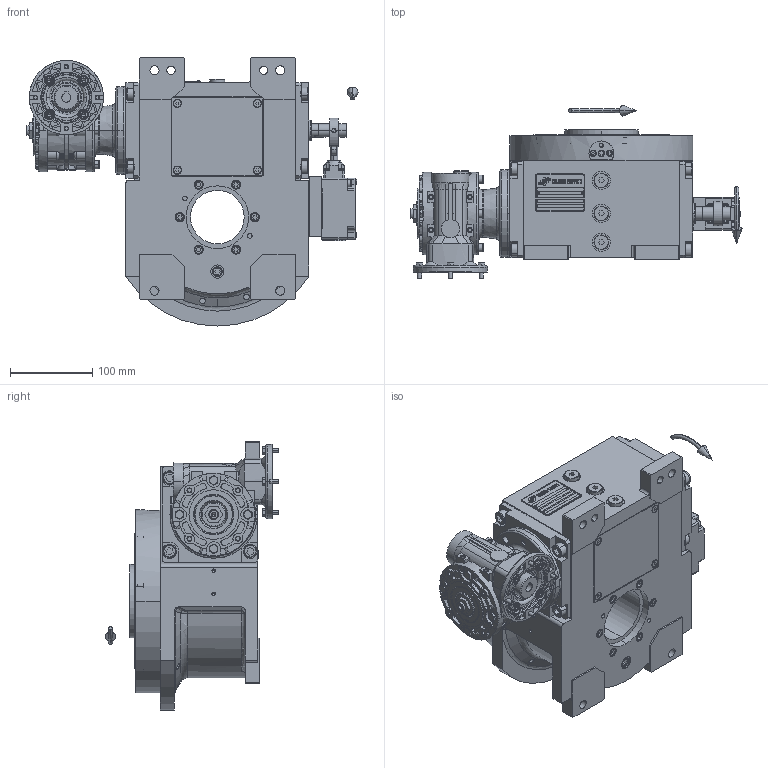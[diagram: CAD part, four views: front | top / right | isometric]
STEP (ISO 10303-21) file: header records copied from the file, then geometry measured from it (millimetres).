
FILE_DESCRIPTION (( 'STEP AP203' ), '1' );
FILE_NAME ('PC5200475.step', '2024-07-08T06:25:27', ( '' ), ( '' ), 'SwSTEP 2.0', 'SolidWorks 2020', '' );
FILE_SCHEMA (( 'CONFIG_CONTROL_DESIGN' ));
Length unit declared in the file: millimetre
Products named in the file (90): freccia_angolare_albero; cfn2000_01_103; AS_cfn2400_01_001; CFN2010_02_002.stp; cfn2155_01_056; cfn2000_01_124; CFN2010_01_012.stp; rig06_071_08_m_n_02_asm.stp; rig06_016; cfn2276_01_074; cfn2115_02_182; cfn2128_19_002; cfn2002_01_008; cfn2003_01_054; CFN2356_03_047.stp; cfn2205_01_013; cfn2155_01_303; cfn2070_05_005; AS_rig06_004; AS_rig06_004_s_001; AS_900_38_10_49_4; 9004_2512; cfn2000_01_161; cfn2077_01_018; 9004_1704; AS_cfn2000_01_168; AS_cfn2476_01_002_60x46; CFN2203_02_001.stp; cfn2151_01_290; cfn2000_01_168; cfn2107_01_001; cfn2128_04_004; PC5200475; rig06_007_master; olio_agip_blasia_150; rig06_004; rig06_001_a_s_003; 900_38_11_34_4; 900_38_10_49_4; CFN2223_01-570X6-B.stp ...
Assembly tree (88 placements, depth 5):
  CFN2010_01_012.stp
  cfn2276_01_074
  CFN2356_03_047.stp
  cfn2205_01_013
  cfn2077_01_018
Bounding box: 402.5 x 210.5 x 325 mm (x, y, z)
Volume: 3008618.5 mm3; surface area: 960285.7 mm2
Topology: 76 solids, 76 shells, 3570 faces, 9057 edges, 5815 vertices
Faces by surface type: plane 1676, cylinder 1223, cone 483, torus 155, bspline 27, sphere 6
Entity records: 122421 total; most frequent: CARTESIAN_POINT 30132, DIRECTION 17594, ORIENTED_EDGE 17022, EDGE_CURVE 8511, AXIS2_PLACEMENT_3D 6397, VERTEX_POINT 5526, VECTOR 4800, LINE 4800
